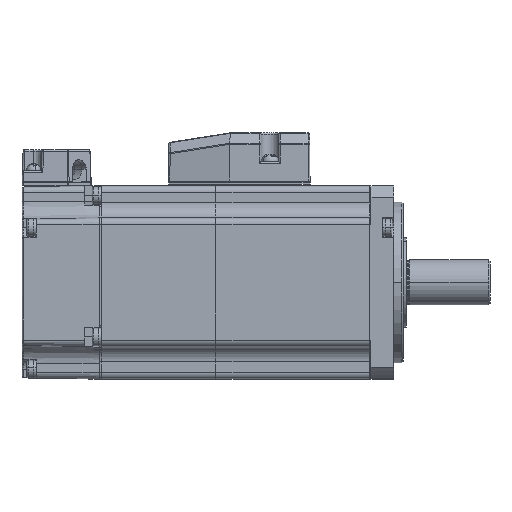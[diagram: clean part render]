
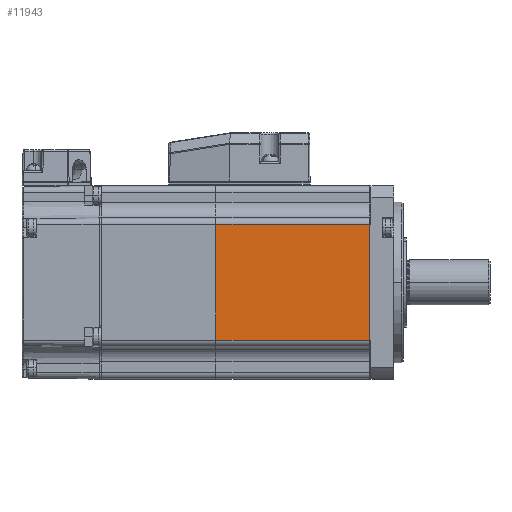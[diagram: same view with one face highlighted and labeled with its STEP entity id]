
A CAD part, top view. The second image highlights one B-rep face of the part: STEP entity #11943.
In plain terms, the highlighted planar face has unit normal (0, 0, 1).
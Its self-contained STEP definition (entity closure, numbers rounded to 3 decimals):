
#797 = CARTESIAN_POINT ( 'NONE',  ( 11.608, 25.463, 90. ) ) ;
#1574 = DIRECTION ( 'NONE',  ( -1., 0., 0. ) ) ;
#1579 = VECTOR ( 'NONE', #18842, 1000. ) ;
#2150 = CARTESIAN_POINT ( 'NONE',  ( -36.092, 25.463, 90. ) ) ;
#2519 = VERTEX_POINT ( 'NONE', #11296 ) ;
#3578 = CARTESIAN_POINT ( 'NONE',  ( 11.608, -10.537, 90. ) ) ;
#3878 = VECTOR ( 'NONE', #18106, 1000. ) ;
#3963 = CARTESIAN_POINT ( 'NONE',  ( 11.608, 25.463, 90. ) ) ;
#5458 = LINE ( 'NONE', #3578, #10162 ) ;
#5711 = VERTEX_POINT ( 'NONE', #20516 ) ;
#5996 = DIRECTION ( 'NONE',  ( -1., 0., 0. ) ) ;
#6335 = EDGE_CURVE ( 'NONE', #11645, #2519, #22800, .T. ) ;
#7214 = EDGE_CURVE ( 'NONE', #11645, #5711, #15913, .T. ) ;
#8038 = CARTESIAN_POINT ( 'NONE',  ( 11.608, 25.463, 90. ) ) ;
#8396 = CARTESIAN_POINT ( 'NONE',  ( -36.092, -10.537, 90. ) ) ;
#8690 = ORIENTED_EDGE ( 'NONE', *, *, #7214, .T. ) ;
#8833 = CARTESIAN_POINT ( 'NONE',  ( 11.608, 25.463, 90. ) ) ;
#9991 = VECTOR ( 'NONE', #5996, 1000. ) ;
#10042 = DIRECTION ( 'NONE',  ( -1., 0., 0. ) ) ;
#10162 = VECTOR ( 'NONE', #1574, 1000. ) ;
#10585 = EDGE_LOOP ( 'NONE', ( #20847, #19435, #14263, #8690 ) ) ;
#11296 = CARTESIAN_POINT ( 'NONE',  ( 11.608, -10.537, 90. ) ) ;
#11645 = VERTEX_POINT ( 'NONE', #797 ) ;
#11943 = ADVANCED_FACE ( 'NONE', ( #21923 ), #19940, .F. ) ;
#13461 = AXIS2_PLACEMENT_3D ( 'NONE', #8038, #21948, #10042 ) ;
#13521 = EDGE_CURVE ( 'NONE', #5711, #21627, #20415, .T. ) ;
#14263 = ORIENTED_EDGE ( 'NONE', *, *, #6335, .F. ) ;
#15913 = LINE ( 'NONE', #3963, #9991 ) ;
#18106 = DIRECTION ( 'NONE',  ( 0., -1., 0. ) ) ;
#18842 = DIRECTION ( 'NONE',  ( 0., -1., 0. ) ) ;
#19435 = ORIENTED_EDGE ( 'NONE', *, *, #24800, .F. ) ;
#19940 = PLANE ( 'NONE',  #13461 ) ;
#20415 = LINE ( 'NONE', #2150, #3878 ) ;
#20516 = CARTESIAN_POINT ( 'NONE',  ( -36.092, 25.463, 90. ) ) ;
#20847 = ORIENTED_EDGE ( 'NONE', *, *, #13521, .T. ) ;
#21627 = VERTEX_POINT ( 'NONE', #8396 ) ;
#21923 = FACE_OUTER_BOUND ( 'NONE', #10585, .T. ) ;
#21948 = DIRECTION ( 'NONE',  ( 0., 0., -1. ) ) ;
#22800 = LINE ( 'NONE', #8833, #1579 ) ;
#24800 = EDGE_CURVE ( 'NONE', #2519, #21627, #5458, .T. ) ;
